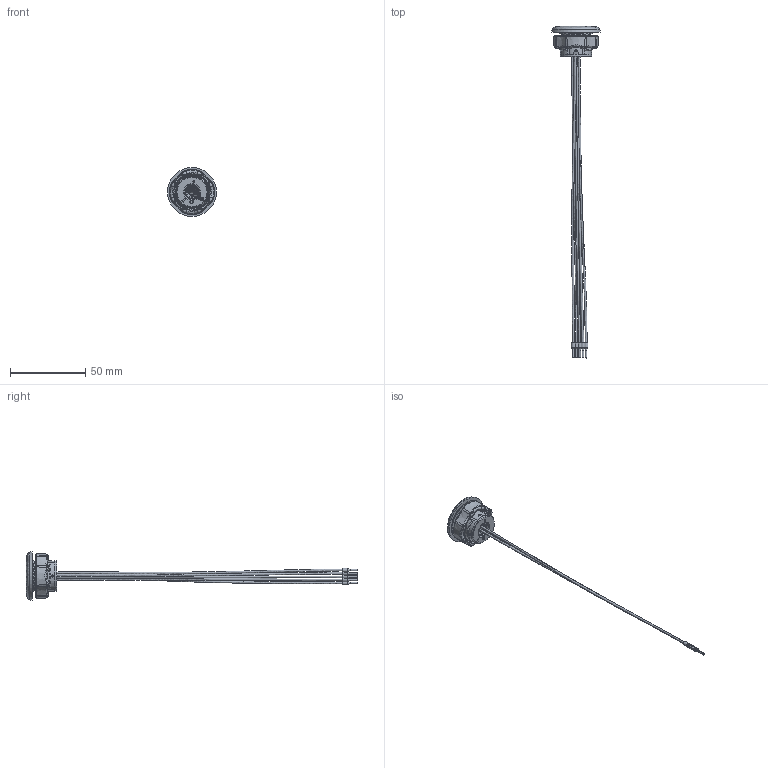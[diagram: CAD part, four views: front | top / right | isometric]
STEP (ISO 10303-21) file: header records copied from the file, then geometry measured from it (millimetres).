
FILE_DESCRIPTION (( 'STEP AP203' ), '1' );
FILE_NAME ('CAP001979-00.STEP', '2022-09-01T09:40:43', ( '' ), ( '' ), 'SwSTEP 2.0', 'SolidWorks 2021', '' );
FILE_SCHEMA (( 'CONFIG_CONTROL_DESIGN' ));
Length unit declared in the file: millimetre
Products named in the file (7): CAP001979-00; CAP000262-00; CAP000996-00_0,34mmý-L1=6mm-L2=10mm (N); CAP000992-00_L„nge 200mm; CAP001532-00; CAP000999-00; CAP000997-00
Assembly tree (14 placements, depth 3):
  CAP001979-00
    CAP001532-00
    CAP000992-00_L„nge 200mm
      CAP000999-00
      CAP000262-00
      CAP000996-00_0,34mmý-L1=6mm-L2=10mm (N)  x5
      CAP000997-00  x5
Bounding box: 32.44 x 220.69 x 32.44 mm (x, y, z)
Volume: 11292.2 mm3; surface area: 12246.6 mm2
Topology: 18 solids, 21 shells, 1202 faces, 3136 edges, 1997 vertices
Faces by surface type: plane 733, cylinder 182, bspline 162, cone 95, torus 26, sphere 4
Full cylindrical faces by diameter (mm): 0.75 x5, 0.8 x5, 1.1 x5, 1.35 x2, 2 x5, 2.5 x5, 18.402 x4, 18.5 x1, 19 x1, 23.55 x1, 25.5 x1, 28 x2
Entity records: 34916 total; most frequent: CARTESIAN_POINT 12827, ORIENTED_EDGE 4584, DIRECTION 3887, EDGE_CURVE 2292, VERTEX_POINT 1480, VECTOR 1401, LINE 1401, AXIS2_PLACEMENT_3D 1243
